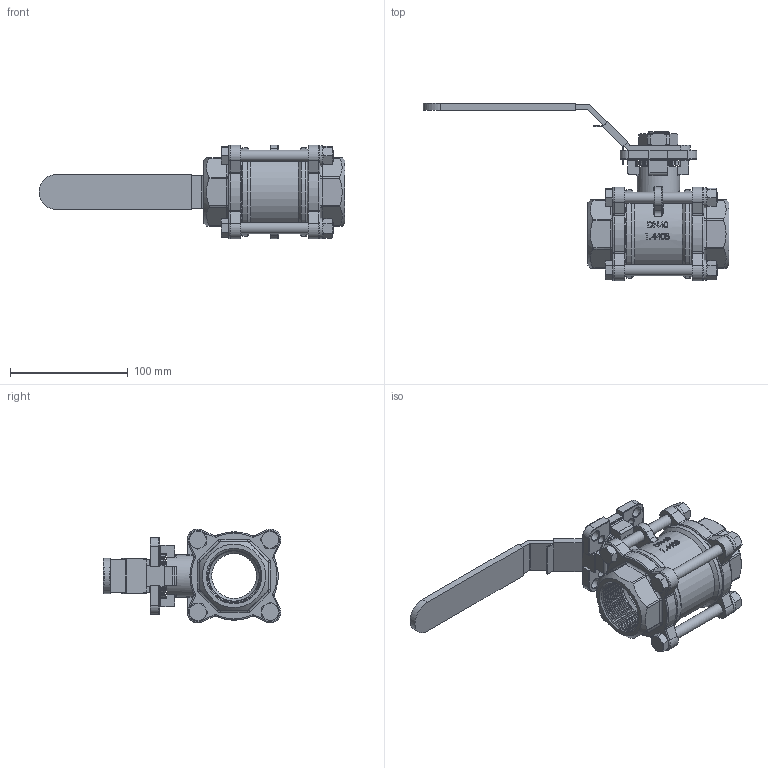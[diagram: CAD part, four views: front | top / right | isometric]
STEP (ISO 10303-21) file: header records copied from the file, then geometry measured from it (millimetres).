
FILE_DESCRIPTION(/* description */ ('Unknown'),/* implementation_level */ '2;1');
FILE_NAME(/* name */ '9323-08',/* time_stamp */ '2022-01-24T13:40:09+01:00',/* author */ ('Unknown'),/* organization */ ('Unknown'),/* preprocessor_version */ 'ST-DEVELOPER v16.7',/* originating_system */ 'Solid Edge',/* authorisation */ 'Unknown');
FILE_SCHEMA (('AUTOMOTIVE_DESIGN {1 0 10303 214 3 1 1}'));
Products named in the file (9): 8.112.040; Hebel 040-050; Hebel 040_050; Ummantelung 040_050; Lasche040_050; Schraube M10; KV-L30 1.5(______); M18_niedrig
Assembly tree (10 placements, depth 3):
  8.112.040
    Hebel 040-050
      Hebel 040_050
      Ummantelung 040_050
      Lasche040_050
    8.112.040
      Schraube M10  x3
      KV-L30 1.5(______)
    M18_niedrig
Bounding box: 260 x 150.96 x 79.52 mm (x, y, z)
Volume: 434478 mm3; surface area: 136169.3 mm2
Topology: 8 solids, 9 shells, 1158 faces, 3161 edges, 2035 vertices
Faces by surface type: plane 412, cylinder 316, bspline 206, cone 125, torus 99
Full cylindrical faces by diameter (mm): 7 x4, 9 x4, 9.24 x5, 10.7 x2, 11 x8, 15.294 x1, 25 x1, 36 x1, 38 x1, 38.6 x2, 40 x1, 69.5 x1, 75 x2
Entity records: 63189 total; most frequent: CARTESIAN_POINT 36460, ORIENTED_EDGE 6058, DIRECTION 4639, EDGE_CURVE 3029, VERTEX_POINT 2009, AXIS2_PLACEMENT_3D 1670, EDGE_LOOP 1310, FACE_BOUND 1310
